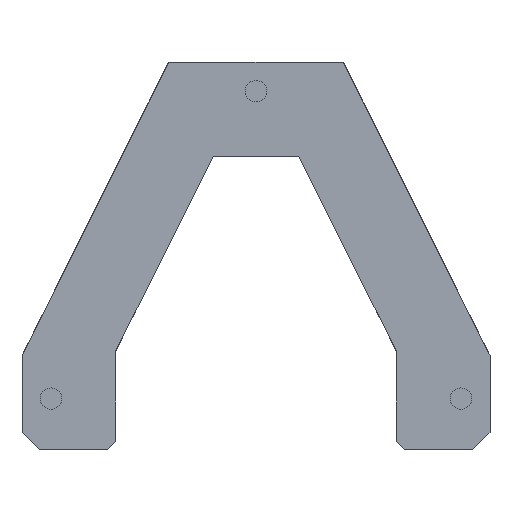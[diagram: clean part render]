
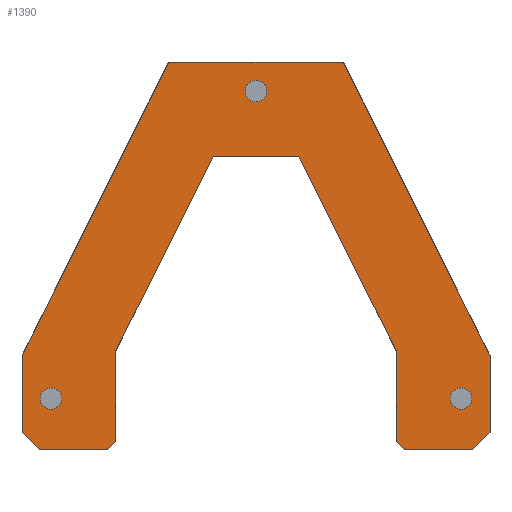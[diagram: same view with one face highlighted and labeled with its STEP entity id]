
A CAD part, top view. The second image highlights one B-rep face of the part: STEP entity #1390.
In plain terms, the highlighted planar face has unit normal (0, 0, 1).
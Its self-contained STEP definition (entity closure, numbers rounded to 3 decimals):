
#24=FACE_BOUND('',#533,.T.);
#25=FACE_BOUND('',#534,.T.);
#26=FACE_BOUND('',#535,.T.);
#96=LINE('',#2016,#273);
#107=LINE('',#2038,#284);
#124=LINE('',#2072,#301);
#142=LINE('',#2108,#319);
#178=LINE('',#2179,#355);
#181=LINE('',#2185,#358);
#183=LINE('',#2188,#360);
#185=LINE('',#2193,#362);
#187=LINE('',#2196,#364);
#189=LINE('',#2200,#366);
#190=LINE('',#2202,#367);
#191=LINE('',#2204,#368);
#193=LINE('',#2208,#370);
#195=LINE('',#2213,#372);
#199=LINE('',#2220,#376);
#203=LINE('',#2239,#380);
#273=VECTOR('',#1616,10.);
#284=VECTOR('',#1635,10.);
#301=VECTOR('',#1664,10.);
#319=VECTOR('',#1694,10.);
#355=VECTOR('',#1768,10.);
#358=VECTOR('',#1773,10.);
#360=VECTOR('',#1777,10.);
#362=VECTOR('',#1781,10.);
#364=VECTOR('',#1785,10.);
#366=VECTOR('',#1789,10.);
#367=VECTOR('',#1792,10.);
#368=VECTOR('',#1795,10.);
#370=VECTOR('',#1801,10.);
#372=VECTOR('',#1807,10.);
#376=VECTOR('',#1817,10.);
#380=VECTOR('',#1845,10.);
#456=FACE_OUTER_BOUND('',#532,.T.);
#532=EDGE_LOOP('',(#1235,#1236,#1237,#1238,#1239,#1240,#1241,#1242,#1243,
#1244,#1245,#1246,#1247,#1248,#1249,#1250));
#533=EDGE_LOOP('',(#1251));
#534=EDGE_LOOP('',(#1252));
#535=EDGE_LOOP('',(#1253));
#548=CIRCLE('',#1486,3.15);
#549=CIRCLE('',#1488,3.15);
#550=CIRCLE('',#1490,3.15);
#621=VERTEX_POINT('',#2013);
#622=VERTEX_POINT('',#2015);
#628=VERTEX_POINT('',#2035);
#629=VERTEX_POINT('',#2037);
#639=VERTEX_POINT('',#2069);
#640=VERTEX_POINT('',#2071);
#651=VERTEX_POINT('',#2105);
#652=VERTEX_POINT('',#2107);
#667=VERTEX_POINT('',#2176);
#668=VERTEX_POINT('',#2178);
#669=VERTEX_POINT('',#2182);
#670=VERTEX_POINT('',#2184);
#671=VERTEX_POINT('',#2190);
#672=VERTEX_POINT('',#2192);
#673=VERTEX_POINT('',#2198);
#674=VERTEX_POINT('',#2212);
#675=VERTEX_POINT('',#2227);
#676=VERTEX_POINT('',#2231);
#677=VERTEX_POINT('',#2235);
#759=EDGE_CURVE('',#621,#622,#96,.T.);
#770=EDGE_CURVE('',#629,#628,#107,.T.);
#787=EDGE_CURVE('',#640,#639,#124,.T.);
#805=EDGE_CURVE('',#652,#651,#142,.T.);
#841=EDGE_CURVE('',#668,#667,#178,.T.);
#844=EDGE_CURVE('',#669,#670,#181,.T.);
#846=EDGE_CURVE('',#652,#669,#183,.T.);
#848=EDGE_CURVE('',#671,#672,#185,.T.);
#850=EDGE_CURVE('',#640,#671,#187,.T.);
#852=EDGE_CURVE('',#673,#621,#189,.T.);
#853=EDGE_CURVE('',#672,#673,#190,.T.);
#854=EDGE_CURVE('',#668,#651,#191,.T.);
#856=EDGE_CURVE('',#628,#670,#193,.T.);
#858=EDGE_CURVE('',#622,#674,#195,.T.);
#862=EDGE_CURVE('',#639,#629,#199,.T.);
#864=EDGE_CURVE('',#675,#675,#548,.T.);
#866=EDGE_CURVE('',#676,#676,#549,.T.);
#868=EDGE_CURVE('',#677,#677,#550,.T.);
#869=EDGE_CURVE('',#667,#674,#203,.T.);
#1235=ORIENTED_EDGE('',*,*,#850,.F.);
#1236=ORIENTED_EDGE('',*,*,#787,.T.);
#1237=ORIENTED_EDGE('',*,*,#862,.T.);
#1238=ORIENTED_EDGE('',*,*,#770,.T.);
#1239=ORIENTED_EDGE('',*,*,#856,.T.);
#1240=ORIENTED_EDGE('',*,*,#844,.F.);
#1241=ORIENTED_EDGE('',*,*,#846,.F.);
#1242=ORIENTED_EDGE('',*,*,#805,.T.);
#1243=ORIENTED_EDGE('',*,*,#854,.F.);
#1244=ORIENTED_EDGE('',*,*,#841,.T.);
#1245=ORIENTED_EDGE('',*,*,#869,.T.);
#1246=ORIENTED_EDGE('',*,*,#858,.F.);
#1247=ORIENTED_EDGE('',*,*,#759,.F.);
#1248=ORIENTED_EDGE('',*,*,#852,.F.);
#1249=ORIENTED_EDGE('',*,*,#853,.F.);
#1250=ORIENTED_EDGE('',*,*,#848,.F.);
#1251=ORIENTED_EDGE('',*,*,#868,.T.);
#1252=ORIENTED_EDGE('',*,*,#866,.T.);
#1253=ORIENTED_EDGE('',*,*,#864,.T.);
#1317=PLANE('',#1492);
#1390=ADVANCED_FACE('',(#456,#24,#25,#26),#1317,.T.);
#1486=AXIS2_PLACEMENT_3D('',#2229,#1831,#1832);
#1488=AXIS2_PLACEMENT_3D('',#2233,#1836,#1837);
#1490=AXIS2_PLACEMENT_3D('',#2237,#1841,#1842);
#1492=AXIS2_PLACEMENT_3D('',#2240,#1846,#1847);
#1616=DIRECTION('',(0.447,0.894,0.));
#1635=DIRECTION('',(1.,0.,0.));
#1664=DIRECTION('',(0.,1.,0.));
#1694=DIRECTION('',(1.,0.,0.));
#1768=DIRECTION('',(0.,1.,0.));
#1773=DIRECTION('',(0.,1.,0.));
#1777=DIRECTION('',(-0.707,0.707,0.));
#1781=DIRECTION('',(-1.,0.,0.));
#1785=DIRECTION('',(-0.707,-0.707,0.));
#1789=DIRECTION('',(0.,1.,0.));
#1792=DIRECTION('',(-0.707,0.707,0.));
#1795=DIRECTION('',(-0.707,-0.707,0.));
#1801=DIRECTION('',(0.447,-0.894,0.));
#1807=DIRECTION('',(1.,0.,0.));
#1817=DIRECTION('',(0.447,0.894,0.));
#1831=DIRECTION('center_axis',(0.,0.,-1.));
#1832=DIRECTION('ref_axis',(1.,0.,0.));
#1836=DIRECTION('center_axis',(0.,0.,-1.));
#1837=DIRECTION('ref_axis',(1.,0.,0.));
#1841=DIRECTION('center_axis',(0.,0.,-1.));
#1842=DIRECTION('ref_axis',(1.,0.,0.));
#1845=DIRECTION('',(-0.447,0.894,0.));
#1846=DIRECTION('center_axis',(0.,0.,1.));
#1847=DIRECTION('ref_axis',(1.,0.,0.));
#2013=CARTESIAN_POINT('',(-218.5,27.721,0.));
#2015=CARTESIAN_POINT('',(-175.611,113.5,0.));
#2016=CARTESIAN_POINT('',(-218.5,27.721,0.));
#2035=CARTESIAN_POINT('',(-137.472,86.,0.));
#2037=CARTESIAN_POINT('',(-162.528,86.,0.));
#2038=CARTESIAN_POINT('',(-162.528,86.,0.));
#2069=CARTESIAN_POINT('',(-191.,29.056,0.));
#2071=CARTESIAN_POINT('',(-191.,2.5,0.));
#2072=CARTESIAN_POINT('',(-191.,0.,0.));
#2105=CARTESIAN_POINT('',(-86.5,0.,0.));
#2107=CARTESIAN_POINT('',(-106.5,0.,0.));
#2108=CARTESIAN_POINT('',(-109.,0.,0.));
#2176=CARTESIAN_POINT('',(-81.5,27.721,0.));
#2178=CARTESIAN_POINT('',(-81.5,5.,0.));
#2179=CARTESIAN_POINT('',(-81.5,0.,0.));
#2182=CARTESIAN_POINT('',(-109.,2.5,0.));
#2184=CARTESIAN_POINT('',(-109.,29.056,0.));
#2185=CARTESIAN_POINT('',(-109.,0.,0.));
#2188=CARTESIAN_POINT('',(-132.188,25.688,0.));
#2190=CARTESIAN_POINT('',(-193.5,0.,0.));
#2192=CARTESIAN_POINT('',(-213.5,0.,0.));
#2193=CARTESIAN_POINT('',(-191.,0.,0.));
#2196=CARTESIAN_POINT('',(-167.813,25.688,0.));
#2198=CARTESIAN_POINT('',(-218.5,5.,0.));
#2200=CARTESIAN_POINT('',(-218.5,0.,0.));
#2202=CARTESIAN_POINT('',(-213.063,-0.437,0.));
#2204=CARTESIAN_POINT('',(-86.938,-0.437,0.));
#2208=CARTESIAN_POINT('',(-137.472,86.,0.));
#2212=CARTESIAN_POINT('',(-124.389,113.5,0.));
#2213=CARTESIAN_POINT('',(-175.611,113.5,0.));
#2220=CARTESIAN_POINT('',(-191.,29.056,0.));
#2227=CARTESIAN_POINT('',(-153.15,105.,0.));
#2229=CARTESIAN_POINT('Origin',(-150.,105.,0.));
#2231=CARTESIAN_POINT('',(-93.15,15.,0.));
#2233=CARTESIAN_POINT('Origin',(-90.,15.,0.));
#2235=CARTESIAN_POINT('',(-213.15,15.,0.));
#2237=CARTESIAN_POINT('Origin',(-210.,15.,0.));
#2239=CARTESIAN_POINT('',(-81.5,27.721,0.));
#2240=CARTESIAN_POINT('Origin',(-150.,56.75,0.));
